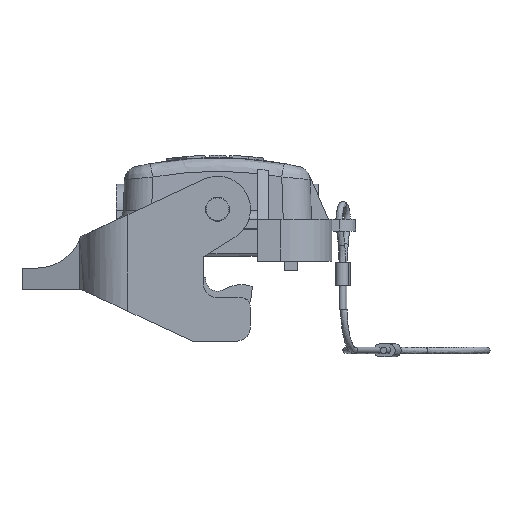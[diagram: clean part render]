
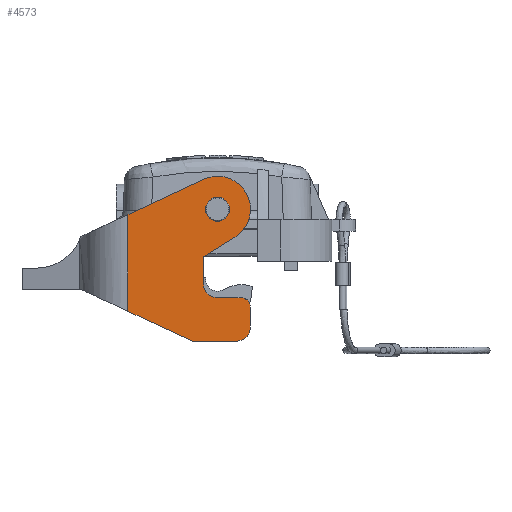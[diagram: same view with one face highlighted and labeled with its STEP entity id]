
A CAD part, left-side view. The second image highlights one B-rep face of the part: STEP entity #4573.
In plain terms, the highlighted planar face has unit normal (-1, 0, 0).
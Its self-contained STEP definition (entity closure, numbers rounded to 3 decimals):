
#3118=PLANE('',#9734);
#3628=LINE('',#15470,#4173);
#3634=LINE('',#15533,#4179);
#3644=LINE('',#15567,#4189);
#3645=LINE('',#15569,#4190);
#3646=LINE('',#15573,#4191);
#3647=LINE('',#15576,#4192);
#3648=LINE('',#15578,#4193);
#3649=LINE('',#15582,#4194);
#4173=VECTOR('',#11277,1.);
#4179=VECTOR('',#11287,1.);
#4189=VECTOR('',#11319,1.);
#4190=VECTOR('',#11320,1.);
#4191=VECTOR('',#11323,1.);
#4192=VECTOR('',#11326,1.);
#4193=VECTOR('',#11327,1.);
#4194=VECTOR('',#11330,1.);
#4573=ADVANCED_FACE('',(#4857,#4858),#3118,.T.);
#4857=FACE_BOUND('',#5277,.T.);
#4858=FACE_BOUND('',#5278,.T.);
#5277=EDGE_LOOP('',(#7067));
#5278=EDGE_LOOP('',(#7068,#7069,#7070,#7071,#7072,#7073,#7074,#7075,#7076,
#7077,#7078,#7079));
#7067=ORIENTED_EDGE('',*,*,#8629,.T.);
#7068=ORIENTED_EDGE('',*,*,#8634,.T.);
#7069=ORIENTED_EDGE('',*,*,#8661,.T.);
#7070=ORIENTED_EDGE('',*,*,#8662,.T.);
#7071=ORIENTED_EDGE('',*,*,#8663,.T.);
#7072=ORIENTED_EDGE('',*,*,#8664,.T.);
#7073=ORIENTED_EDGE('',*,*,#8665,.T.);
#7074=ORIENTED_EDGE('',*,*,#8645,.T.);
#7075=ORIENTED_EDGE('',*,*,#8656,.T.);
#7076=ORIENTED_EDGE('',*,*,#8666,.T.);
#7077=ORIENTED_EDGE('',*,*,#8667,.T.);
#7078=ORIENTED_EDGE('',*,*,#8668,.T.);
#7079=ORIENTED_EDGE('',*,*,#8669,.T.);
#7725=VERTEX_POINT('',#15460);
#7729=VERTEX_POINT('',#15471);
#7730=VERTEX_POINT('',#15472);
#7734=VERTEX_POINT('',#15528);
#7736=VERTEX_POINT('',#15532);
#7742=VERTEX_POINT('',#15556);
#7746=VERTEX_POINT('',#15568);
#7747=VERTEX_POINT('',#15570);
#7748=VERTEX_POINT('',#15572);
#7749=VERTEX_POINT('',#15574);
#7750=VERTEX_POINT('',#15577);
#7751=VERTEX_POINT('',#15579);
#7752=VERTEX_POINT('',#15581);
#8629=EDGE_CURVE('',#7725,#7725,#8793,.T.);
#8634=EDGE_CURVE('',#7729,#7730,#3628,.T.);
#8645=EDGE_CURVE('',#7734,#7736,#3634,.T.);
#8656=EDGE_CURVE('',#7736,#7742,#8796,.T.);
#8661=EDGE_CURVE('',#7730,#7746,#3644,.T.);
#8662=EDGE_CURVE('',#7746,#7747,#3645,.T.);
#8663=EDGE_CURVE('',#7747,#7748,#8799,.T.);
#8664=EDGE_CURVE('',#7748,#7749,#3646,.T.);
#8665=EDGE_CURVE('',#7749,#7734,#8800,.T.);
#8666=EDGE_CURVE('',#7742,#7750,#3647,.T.);
#8667=EDGE_CURVE('',#7750,#7751,#3648,.T.);
#8668=EDGE_CURVE('',#7751,#7752,#8801,.T.);
#8669=EDGE_CURVE('',#7752,#7729,#3649,.T.);
#8793=CIRCLE('',#9715,2.55);
#8796=CIRCLE('',#9726,3.);
#8799=CIRCLE('',#9731,3.);
#8800=CIRCLE('',#9732,2.);
#8801=CIRCLE('',#9733,7.);
#9715=AXIS2_PLACEMENT_3D('',#15459,#11267,#11268);
#9726=AXIS2_PLACEMENT_3D('',#15557,#11307,#11308);
#9731=AXIS2_PLACEMENT_3D('',#15571,#11321,#11322);
#9732=AXIS2_PLACEMENT_3D('',#15575,#11324,#11325);
#9733=AXIS2_PLACEMENT_3D('',#15580,#11328,#11329);
#9734=AXIS2_PLACEMENT_3D('',#15583,#11331,#11332);
#11267=DIRECTION('',(1.,0.,0.));
#11268=DIRECTION('',(0.,-1.,0.));
#11277=DIRECTION('',(0.,0.,-1.));
#11287=DIRECTION('',(0.,1.,0.));
#11307=DIRECTION('',(1.,0.,0.));
#11308=DIRECTION('',(0.,-1.,0.));
#11319=DIRECTION('',(0.,-0.906,-0.423));
#11320=DIRECTION('',(0.,-1.,0.));
#11321=DIRECTION('',(-1.,0.,0.));
#11322=DIRECTION('',(0.,-1.,0.));
#11323=DIRECTION('',(0.,0.,1.));
#11324=DIRECTION('',(-1.,0.,0.));
#11325=DIRECTION('',(0.,-1.,0.));
#11326=DIRECTION('',(0.,0.,1.));
#11327=DIRECTION('',(0.,-0.848,0.53));
#11328=DIRECTION('',(-1.,0.,0.));
#11329=DIRECTION('',(0.,-1.,0.));
#11330=DIRECTION('',(0.,0.906,-0.423));
#11331=DIRECTION('',(-1.,0.,0.));
#11332=DIRECTION('',(0.,-1.,0.));
#15459=CARTESIAN_POINT('',(-22.177,15.009,-26.073));
#15460=CARTESIAN_POINT('',(-22.177,12.459,-26.073));
#15470=CARTESIAN_POINT('',(-22.177,34.009,-27.765));
#15471=CARTESIAN_POINT('',(-22.177,34.009,-27.209));
#15472=CARTESIAN_POINT('',(-22.177,34.009,-47.736));
#15528=CARTESIAN_POINT('',(-22.177,10.009,-44.873));
#15532=CARTESIAN_POINT('',(-22.177,15.009,-44.873));
#15533=CARTESIAN_POINT('',(-22.177,35.009,-44.873));
#15556=CARTESIAN_POINT('',(-22.177,18.009,-41.873));
#15557=CARTESIAN_POINT('',(-22.177,15.009,-41.873));
#15567=CARTESIAN_POINT('',(-22.177,32.068,-48.641));
#15568=CARTESIAN_POINT('',(-22.177,20.42,-54.073));
#15569=CARTESIAN_POINT('',(-22.177,35.009,-54.073));
#15570=CARTESIAN_POINT('',(-22.177,11.009,-54.073));
#15571=CARTESIAN_POINT('',(-22.177,11.009,-51.073));
#15572=CARTESIAN_POINT('',(-22.177,8.009,-51.073));
#15573=CARTESIAN_POINT('',(-22.177,8.009,-54.948));
#15574=CARTESIAN_POINT('',(-22.177,8.009,-46.873));
#15575=CARTESIAN_POINT('',(-22.177,10.009,-46.873));
#15576=CARTESIAN_POINT('',(-22.177,18.009,-54.948));
#15577=CARTESIAN_POINT('',(-22.177,18.009,-36.201));
#15578=CARTESIAN_POINT('',(-22.177,38.66,-49.105));
#15579=CARTESIAN_POINT('',(-22.177,11.3,-32.009));
#15580=CARTESIAN_POINT('',(-22.177,15.009,-26.073));
#15581=CARTESIAN_POINT('',(-22.177,17.968,-19.728));
#15582=CARTESIAN_POINT('',(-22.177,45.455,-32.546));
#15583=CARTESIAN_POINT('',(-22.177,35.009,-54.948));
